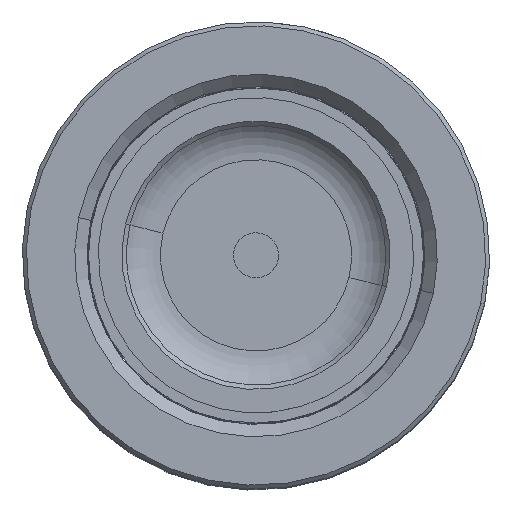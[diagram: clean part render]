
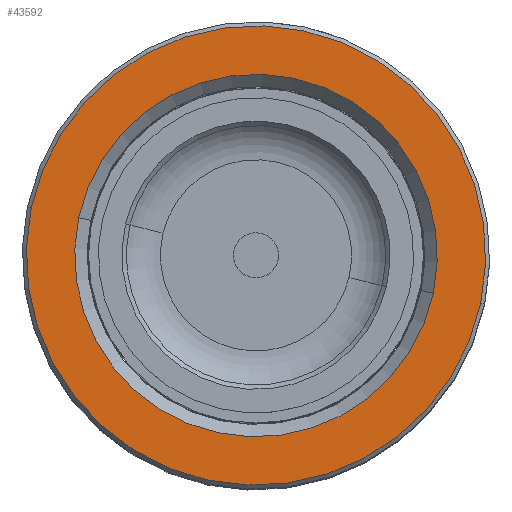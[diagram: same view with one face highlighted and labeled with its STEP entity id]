
A CAD part, top view. The second image highlights one B-rep face of the part: STEP entity #43592.
In plain terms, the highlighted planar face has unit normal (0, 0, 1).
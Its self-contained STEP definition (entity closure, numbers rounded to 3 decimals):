
#133 = VERTEX_POINT ( 'NONE', #36526 ) ;
#3718 = DIRECTION ( 'NONE',  ( 1., 0., 0. ) ) ;
#7011 = EDGE_CURVE ( 'NONE', #40758, #12748, #39008, .T. ) ;
#7522 = CARTESIAN_POINT ( 'NONE',  ( 0., 0., 100. ) ) ;
#9976 = EDGE_LOOP ( 'NONE', ( #20060, #38235 ) ) ;
#10522 = DIRECTION ( 'NONE',  ( 0., 0., 1. ) ) ;
#10683 = DIRECTION ( 'NONE',  ( 1., 0., 0. ) ) ;
#10841 = CARTESIAN_POINT ( 'NONE',  ( 0., 0., 100. ) ) ;
#11134 = VERTEX_POINT ( 'NONE', #29235 ) ;
#12748 = VERTEX_POINT ( 'NONE', #22239 ) ;
#14989 = DIRECTION ( 'NONE',  ( 0., 0., -1. ) ) ;
#15114 = ORIENTED_EDGE ( 'NONE', *, *, #26005, .T. ) ;
#17371 = PLANE ( 'NONE',  #25057 ) ;
#18795 = DIRECTION ( 'NONE',  ( 0., 0., 1. ) ) ;
#19281 = AXIS2_PLACEMENT_3D ( 'NONE', #34212, #44675, #41533 ) ;
#20060 = ORIENTED_EDGE ( 'NONE', *, *, #34508, .T. ) ;
#21546 = FACE_BOUND ( 'NONE', #9976, .T. ) ;
#21665 = EDGE_CURVE ( 'NONE', #11134, #133, #23106, .T. ) ;
#22123 = CARTESIAN_POINT ( 'NONE',  ( 0., 0., 100. ) ) ;
#22239 = CARTESIAN_POINT ( 'NONE',  ( 32.2, 0., 100. ) ) ;
#22638 = DIRECTION ( 'NONE',  ( 1., 0., 0. ) ) ;
#23106 = CIRCLE ( 'NONE', #30363, 40.8 ) ;
#25057 = AXIS2_PLACEMENT_3D ( 'NONE', #22123, #39815, #3718 ) ;
#26005 = EDGE_CURVE ( 'NONE', #133, #11134, #28618, .T. ) ;
#27027 = CARTESIAN_POINT ( 'NONE',  ( -32.2, 0., 100. ) ) ;
#28618 = CIRCLE ( 'NONE', #35584, 40.8 ) ;
#29235 = CARTESIAN_POINT ( 'NONE',  ( 40.8, 0., 100. ) ) ;
#29948 = CARTESIAN_POINT ( 'NONE',  ( 0., 0., 100. ) ) ;
#30363 = AXIS2_PLACEMENT_3D ( 'NONE', #10841, #10522, #10683 ) ;
#30644 = FACE_OUTER_BOUND ( 'NONE', #39569, .T. ) ;
#33135 = DIRECTION ( 'NONE',  ( 1., 0., 0. ) ) ;
#34212 = CARTESIAN_POINT ( 'NONE',  ( 0., 0., 100. ) ) ;
#34508 = EDGE_CURVE ( 'NONE', #12748, #40758, #44860, .T. ) ;
#34764 = ORIENTED_EDGE ( 'NONE', *, *, #21665, .T. ) ;
#35584 = AXIS2_PLACEMENT_3D ( 'NONE', #29948, #18795, #22638 ) ;
#36526 = CARTESIAN_POINT ( 'NONE',  ( -40.8, 0., 100. ) ) ;
#38235 = ORIENTED_EDGE ( 'NONE', *, *, #7011, .T. ) ;
#39008 = CIRCLE ( 'NONE', #45655, 32.2 ) ;
#39569 = EDGE_LOOP ( 'NONE', ( #15114, #34764 ) ) ;
#39815 = DIRECTION ( 'NONE',  ( 0., 0., 1. ) ) ;
#40758 = VERTEX_POINT ( 'NONE', #27027 ) ;
#41533 = DIRECTION ( 'NONE',  ( 1., 0., 0. ) ) ;
#43592 = ADVANCED_FACE ( 'NONE', ( #30644, #21546 ), #17371, .T. ) ;
#44675 = DIRECTION ( 'NONE',  ( 0., 0., -1. ) ) ;
#44860 = CIRCLE ( 'NONE', #19281, 32.2 ) ;
#45655 = AXIS2_PLACEMENT_3D ( 'NONE', #7522, #14989, #33135 ) ;
